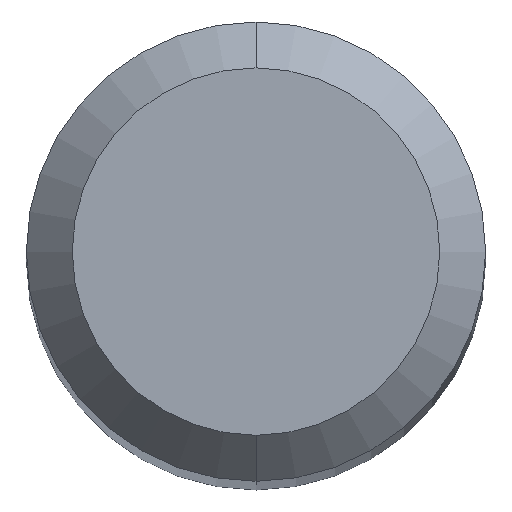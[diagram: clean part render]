
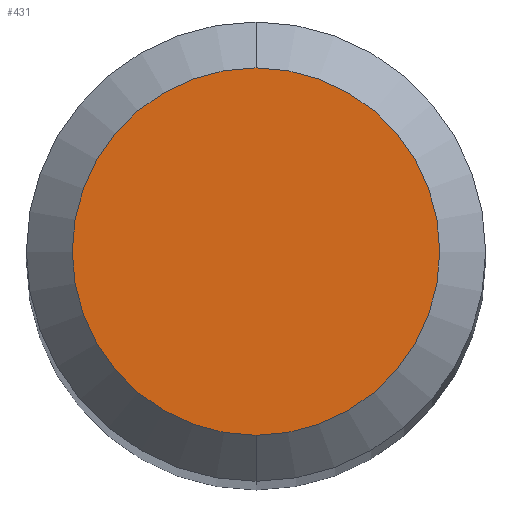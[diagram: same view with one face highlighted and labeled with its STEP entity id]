
A CAD part, top view. The second image highlights one B-rep face of the part: STEP entity #431.
In plain terms, the highlighted planar face has unit normal (0, 0, 1).
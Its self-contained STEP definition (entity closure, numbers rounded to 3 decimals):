
#175=VERTEX_POINT('',#466);
#187=EDGE_CURVE('',#175,#195,#479,.T.);
#195=VERTEX_POINT('',#489);
#313=EDGE_CURVE('',#195,#175,#614,.T.);
#431=ADVANCED_FACE('',(#749),#750,.T.);
#466=CARTESIAN_POINT('',(0.,-1.2,0.0));
#479=CIRCLE('',#824,1.2);
#489=CARTESIAN_POINT('',(0.0,1.2,0.0));
#614=CIRCLE('',#1117,1.2);
#749=FACE_OUTER_BOUND('',#1367,.T.);
#750=PLANE('',#1368);
#824=AXIS2_PLACEMENT_3D('',#1398,#1399,#1400);
#1117=AXIS2_PLACEMENT_3D('',#1524,#1525,#1526);
#1367=EDGE_LOOP('',(#1707,#1708));
#1368=AXIS2_PLACEMENT_3D('',#1709,#1710,#1711);
#1398=CARTESIAN_POINT('',(0.0,0.0,0.0));
#1399=DIRECTION('',(0.0,0.0,-1.0));
#1400=DIRECTION('',(0.0,1.0,0.0));
#1524=CARTESIAN_POINT('',(0.0,0.0,0.0));
#1525=DIRECTION('',(0.0,0.0,-1.0));
#1526=DIRECTION('',(0.0,1.0,0.0));
#1707=ORIENTED_EDGE('',*,*,#313,.F.);
#1708=ORIENTED_EDGE('',*,*,#187,.F.);
#1709=CARTESIAN_POINT('',(0.0,0.6,0.0));
#1710=DIRECTION('',(-0.0,0.0,1.0));
#1711=DIRECTION('',(0.0,-1.0,0.0));
